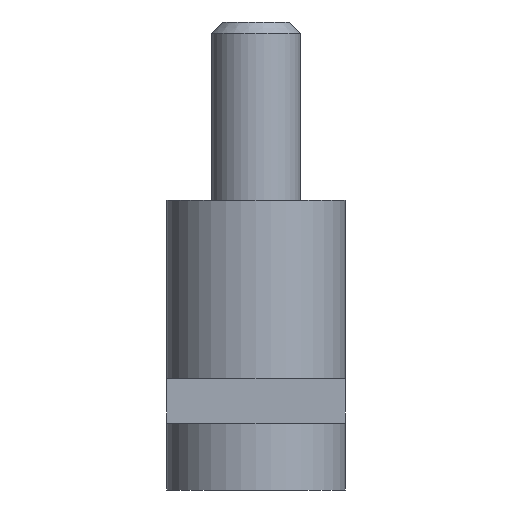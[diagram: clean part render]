
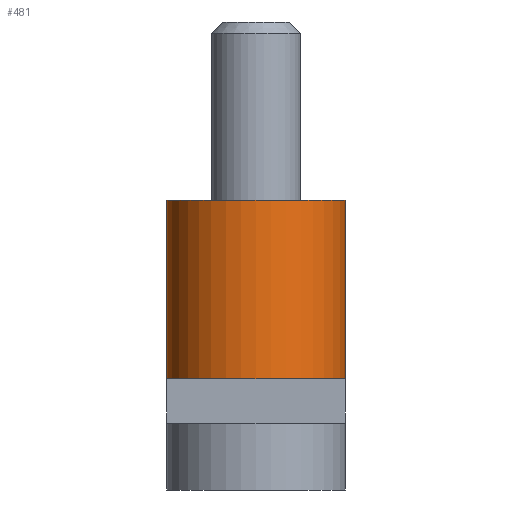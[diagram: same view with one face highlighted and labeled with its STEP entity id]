
A CAD part, left-side view. The second image highlights one B-rep face of the part: STEP entity #481.
In plain terms, the highlighted cylindrical face has radius 4 mm (diameter 8 mm), a partial arc.
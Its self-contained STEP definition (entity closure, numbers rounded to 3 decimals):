
#35 = CARTESIAN_POINT ( 'NONE',  ( 0., -8., 4. ) ) ;
#55 = ORIENTED_EDGE ( 'NONE', *, *, #1126, .F. ) ;
#400 = AXIS2_PLACEMENT_3D ( 'NONE', #2122, #2120, #2118 ) ;
#402 = AXIS2_PLACEMENT_3D ( 'NONE', #2141, #2133, #2132 ) ;
#415 = CIRCLE ( 'NONE', #402, 4. ) ;
#481 = ADVANCED_FACE ( 'NONE', ( #1167 ), #2074, .T. ) ;
#659 = VERTEX_POINT ( 'NONE', #3356 ) ;
#787 = AXIS2_PLACEMENT_3D ( 'NONE', #3562, #3616, #3647 ) ;
#805 = CARTESIAN_POINT ( 'NONE',  ( 0., 0., 4. ) ) ;
#928 = VECTOR ( 'NONE', #2235, 1000. ) ;
#1126 = EDGE_CURVE ( 'NONE', #2009, #659, #3962, .T. ) ;
#1137 = EDGE_CURVE ( 'NONE', #4017, #3160, #3753, .T. ) ;
#1149 = EDGE_CURVE ( 'NONE', #2009, #4017, #415, .T. ) ;
#1154 = EDGE_CURVE ( 'NONE', #659, #3160, #3366, .T. ) ;
#1167 = FACE_OUTER_BOUND ( 'NONE', #3184, .T. ) ;
#2009 = VERTEX_POINT ( 'NONE', #3937 ) ;
#2074 = CYLINDRICAL_SURFACE ( 'NONE', #787, 4. ) ;
#2118 = DIRECTION ( 'NONE',  ( 0., 0., 1. ) ) ;
#2120 = DIRECTION ( 'NONE',  ( 0., 1., 0. ) ) ;
#2122 = CARTESIAN_POINT ( 'NONE',  ( 0., 0., 0. ) ) ;
#2132 = DIRECTION ( 'NONE',  ( 0., 0., 1. ) ) ;
#2133 = DIRECTION ( 'NONE',  ( 0., 1., 0. ) ) ;
#2141 = CARTESIAN_POINT ( 'NONE',  ( 0., -8., 0. ) ) ;
#2169 = CARTESIAN_POINT ( 'NONE',  ( 0., 0., 4. ) ) ;
#2198 = DIRECTION ( 'NONE',  ( 0., 1., 0. ) ) ;
#2218 = CARTESIAN_POINT ( 'NONE',  ( 0., 0., -4. ) ) ;
#2235 = DIRECTION ( 'NONE',  ( 0., 1., 0. ) ) ;
#2327 = ORIENTED_EDGE ( 'NONE', *, *, #1149, .T. ) ;
#2410 = ORIENTED_EDGE ( 'NONE', *, *, #1137, .T. ) ;
#2805 = VECTOR ( 'NONE', #2198, 1000. ) ;
#2905 = ORIENTED_EDGE ( 'NONE', *, *, #1154, .F. ) ;
#3160 = VERTEX_POINT ( 'NONE', #805 ) ;
#3184 = EDGE_LOOP ( 'NONE', ( #55, #2327, #2410, #2905 ) ) ;
#3356 = CARTESIAN_POINT ( 'NONE',  ( 0., 0., -4. ) ) ;
#3366 = CIRCLE ( 'NONE', #400, 4. ) ;
#3562 = CARTESIAN_POINT ( 'NONE',  ( 0., 0., 0. ) ) ;
#3616 = DIRECTION ( 'NONE',  ( 0., 1., 0. ) ) ;
#3647 = DIRECTION ( 'NONE',  ( 0., 0., 1. ) ) ;
#3753 = LINE ( 'NONE', #2169, #2805 ) ;
#3937 = CARTESIAN_POINT ( 'NONE',  ( 0., -8., -4. ) ) ;
#3962 = LINE ( 'NONE', #2218, #928 ) ;
#4017 = VERTEX_POINT ( 'NONE', #35 ) ;
